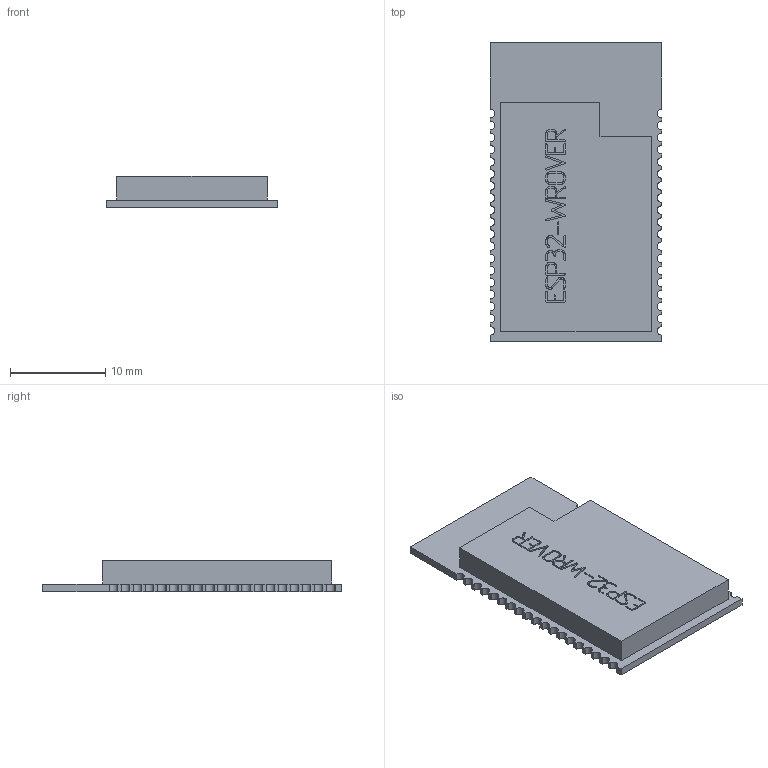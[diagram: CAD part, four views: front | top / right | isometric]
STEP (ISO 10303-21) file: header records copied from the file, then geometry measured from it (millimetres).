
FILE_DESCRIPTION(('STEP AP214'), '1');
FILE_NAME('ESP32-WROVER ', '', ('UNSPECIFIED'), ('UNSPECIFIED'), 'ASCON STEP Converter 1.3', 'ASCON Math Kernel', '');
FILE_SCHEMA(('AUTOMOTIVE_DESIGN { 1 0 10303 214 3 1 1}'));
Length unit declared in the file: millimetre
Bounding box: 18 x 31.4 x 3.3 mm (x, y, z)
Volume: 1346.9 mm3; surface area: 1423.2 mm2
Topology: 1 solids, 1 shells, 714 faces, 2085 edges, 1390 vertices
Faces by surface type: plane 381, cylinder 333
Entity records: 29551 total; most frequent: CARTESIAN_POINT 4190, DIRECTION 4181, ORIENTED_EDGE 4170, EDGE_CURVE 2085, LINE 1419, VECTOR 1419, VERTEX_POINT 1390, AXIS2_PLACEMENT_3D 1381
